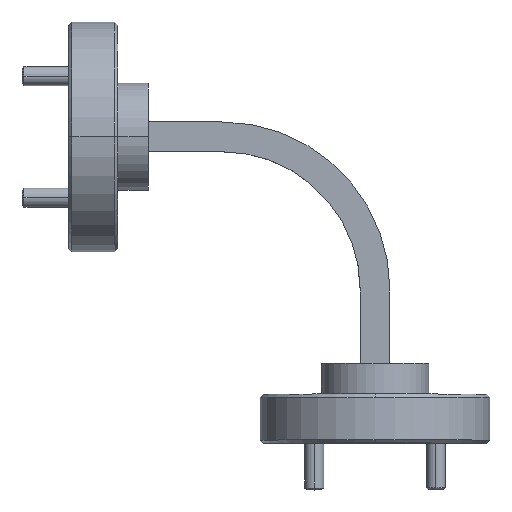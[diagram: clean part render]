
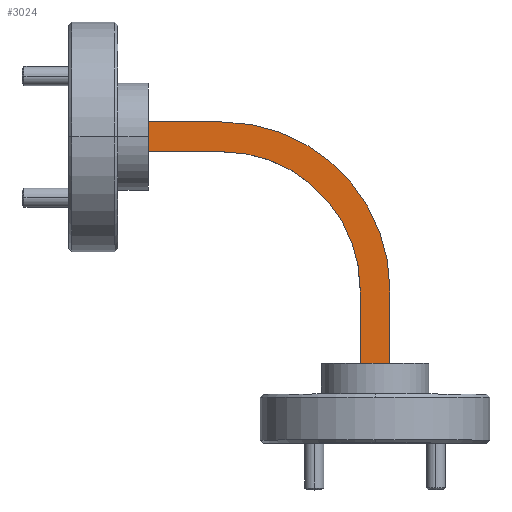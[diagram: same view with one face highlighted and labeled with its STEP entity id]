
A CAD part, top view. The second image highlights one B-rep face of the part: STEP entity #3024.
In plain terms, the highlighted planar face has unit normal (0, 0, 1).
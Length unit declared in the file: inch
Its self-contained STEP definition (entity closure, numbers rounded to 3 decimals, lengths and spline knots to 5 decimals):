
#174 = AXIS2_PLACEMENT_3D ( 'NONE', #5222, #7798, #5960 ) ;
#202 = VERTEX_POINT ( 'NONE', #522 ) ;
#346 = VECTOR ( 'NONE', #3325, 39.37008 ) ;
#517 = CARTESIAN_POINT ( 'NONE',  ( -0.52147, 1.12804, -0.37275 ) ) ;
#522 = CARTESIAN_POINT ( 'NONE',  ( -0.52147, 1.12804, -0.37275 ) ) ;
#673 = EDGE_CURVE ( 'NONE', #7550, #6018, #1704, .T. ) ;
#723 = CARTESIAN_POINT ( 'NONE',  ( -0.52147, 1.12804, -0.37275 ) ) ;
#878 = EDGE_CURVE ( 'NONE', #202, #6961, #4412, .T. ) ;
#1019 = DIRECTION ( 'NONE',  ( 0., 0., -1. ) ) ;
#1031 = CIRCLE ( 'NONE', #6604, 0.5485 ) ;
#1100 = CIRCLE ( 'NONE', #174, 0.4515 ) ;
#1229 = VECTOR ( 'NONE', #7516, 39.37008 ) ;
#1398 = CARTESIAN_POINT ( 'NONE',  ( -0.52147, 0.43654, -0.37275 ) ) ;
#1465 = VECTOR ( 'NONE', #6150, 39.37008 ) ;
#1704 = LINE ( 'NONE', #4873, #1229 ) ;
#1714 = VECTOR ( 'NONE', #2300, 39.37008 ) ;
#1750 = ORIENTED_EDGE ( 'NONE', *, *, #6185, .F. ) ;
#2040 = DIRECTION ( 'NONE',  ( 0., 0., 1. ) ) ;
#2059 = ORIENTED_EDGE ( 'NONE', *, *, #3012, .F. ) ;
#2094 = ORIENTED_EDGE ( 'NONE', *, *, #878, .F. ) ;
#2133 = ORIENTED_EDGE ( 'NONE', *, *, #5446, .F. ) ;
#2294 = ORIENTED_EDGE ( 'NONE', *, *, #3338, .F. ) ;
#2300 = DIRECTION ( 'NONE',  ( 0., -1., 0. ) ) ;
#2481 = FACE_OUTER_BOUND ( 'NONE', #8074, .T. ) ;
#2704 = VECTOR ( 'NONE', #3768, 39.37008 ) ;
#2727 = LINE ( 'NONE', #1398, #346 ) ;
#2814 = DIRECTION ( 'NONE',  ( -1., 0., 0. ) ) ;
#3012 = EDGE_CURVE ( 'NONE', #6961, #7068, #3738, .T. ) ;
#3024 = ADVANCED_FACE ( 'NONE', ( #2481 ), #3698, .T. ) ;
#3325 = DIRECTION ( 'NONE',  ( -1., 0., 0. ) ) ;
#3338 = EDGE_CURVE ( 'NONE', #4983, #8110, #1031, .T. ) ;
#3532 = CARTESIAN_POINT ( 'NONE',  ( -0.76147, 1.12804, -0.37275 ) ) ;
#3698 = PLANE ( 'NONE',  #3980 ) ;
#3738 = LINE ( 'NONE', #7006, #1465 ) ;
#3768 = DIRECTION ( 'NONE',  ( -1., 0., 0. ) ) ;
#3961 = ORIENTED_EDGE ( 'NONE', *, *, #673, .T. ) ;
#3964 = CARTESIAN_POINT ( 'NONE',  ( -0.06997, 0.43654, -0.37275 ) ) ;
#3980 = AXIS2_PLACEMENT_3D ( 'NONE', #723, #2040, #6448 ) ;
#4001 = VERTEX_POINT ( 'NONE', #5759 ) ;
#4032 = ORIENTED_EDGE ( 'NONE', *, *, #4419, .T. ) ;
#4256 = LINE ( 'NONE', #7445, #1714 ) ;
#4337 = EDGE_CURVE ( 'NONE', #4983, #7068, #5503, .T. ) ;
#4341 = CARTESIAN_POINT ( 'NONE',  ( 0.02703, 0.67654, -0.37275 ) ) ;
#4412 = LINE ( 'NONE', #517, #2704 ) ;
#4419 = EDGE_CURVE ( 'NONE', #202, #7550, #1100, .T. ) ;
#4873 = CARTESIAN_POINT ( 'NONE',  ( -0.06997, 0.67654, -0.37275 ) ) ;
#4983 = VERTEX_POINT ( 'NONE', #5366 ) ;
#5222 = CARTESIAN_POINT ( 'NONE',  ( -0.52147, 0.67654, -0.37275 ) ) ;
#5366 = CARTESIAN_POINT ( 'NONE',  ( -0.52147, 1.22504, -0.37275 ) ) ;
#5446 = EDGE_CURVE ( 'NONE', #4001, #6018, #2727, .T. ) ;
#5456 = CARTESIAN_POINT ( 'NONE',  ( -0.52147, 0.67654, -0.37275 ) ) ;
#5473 = VECTOR ( 'NONE', #8124, 39.37008 ) ;
#5503 = LINE ( 'NONE', #8086, #5473 ) ;
#5759 = CARTESIAN_POINT ( 'NONE',  ( 0.02703, 0.43654, -0.37275 ) ) ;
#5960 = DIRECTION ( 'NONE',  ( -1., 0., 0. ) ) ;
#6018 = VERTEX_POINT ( 'NONE', #3964 ) ;
#6150 = DIRECTION ( 'NONE',  ( 0., 1., 0. ) ) ;
#6185 = EDGE_CURVE ( 'NONE', #8110, #4001, #4256, .T. ) ;
#6258 = CARTESIAN_POINT ( 'NONE',  ( -0.06997, 0.67654, -0.37275 ) ) ;
#6448 = DIRECTION ( 'NONE',  ( 1., 0., 0. ) ) ;
#6604 = AXIS2_PLACEMENT_3D ( 'NONE', #5456, #1019, #2814 ) ;
#6790 = ORIENTED_EDGE ( 'NONE', *, *, #4337, .T. ) ;
#6961 = VERTEX_POINT ( 'NONE', #3532 ) ;
#7006 = CARTESIAN_POINT ( 'NONE',  ( -0.76147, 1.12804, -0.37275 ) ) ;
#7068 = VERTEX_POINT ( 'NONE', #7706 ) ;
#7445 = CARTESIAN_POINT ( 'NONE',  ( 0.02703, 0.67654, -0.37275 ) ) ;
#7516 = DIRECTION ( 'NONE',  ( 0., -1., 0. ) ) ;
#7550 = VERTEX_POINT ( 'NONE', #6258 ) ;
#7706 = CARTESIAN_POINT ( 'NONE',  ( -0.76147, 1.22504, -0.37275 ) ) ;
#7798 = DIRECTION ( 'NONE',  ( 0., 0., -1. ) ) ;
#8074 = EDGE_LOOP ( 'NONE', ( #2133, #1750, #2294, #6790, #2059, #2094, #4032, #3961 ) ) ;
#8086 = CARTESIAN_POINT ( 'NONE',  ( -0.52147, 1.22504, -0.37275 ) ) ;
#8110 = VERTEX_POINT ( 'NONE', #4341 ) ;
#8124 = DIRECTION ( 'NONE',  ( -1., 0., 0. ) ) ;
